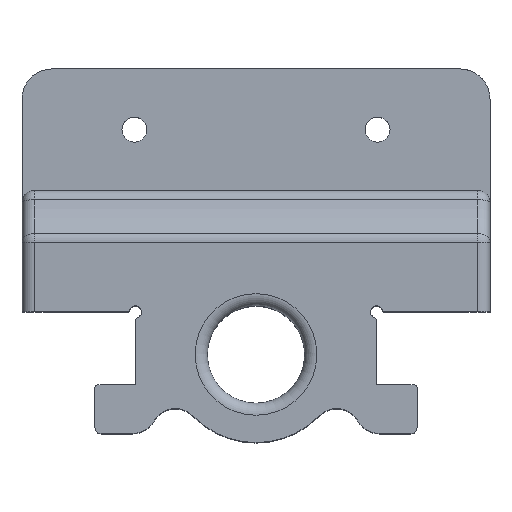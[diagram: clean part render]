
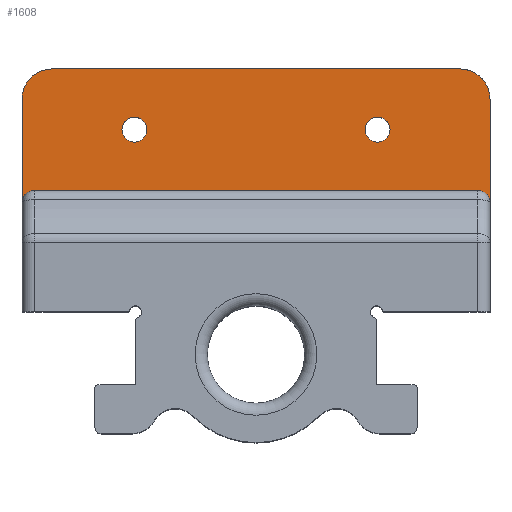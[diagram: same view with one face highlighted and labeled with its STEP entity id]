
A CAD part, top view. The second image highlights one B-rep face of the part: STEP entity #1608.
In plain terms, the highlighted planar face has unit normal (0, 0, 1).
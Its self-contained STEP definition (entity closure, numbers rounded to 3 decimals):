
#136=FACE_BOUND('',#592,.T.);
#137=FACE_BOUND('',#593,.T.);
#196=LINE('',#3576,#290);
#204=LINE('',#3612,#298);
#229=LINE('',#3882,#323);
#230=LINE('',#3884,#324);
#290=VECTOR('',#2019,10.);
#298=VECTOR('',#2065,10.);
#323=VECTOR('',#2182,10.);
#324=VECTOR('',#2185,10.);
#344=PLANE('',#1783);
#494=FACE_OUTER_BOUND('',#591,.T.);
#591=EDGE_LOOP('',(#1498,#1499,#1500,#1501,#1502,#1503,#1504,#1505));
#592=EDGE_LOOP('',(#1506));
#593=EDGE_LOOP('',(#1507));
#644=CIRCLE('',#1703,2.);
#661=CIRCLE('',#1732,2.);
#674=CIRCLE('',#1759,5.);
#677=CIRCLE('',#1773,2.05);
#678=CIRCLE('',#1775,2.05);
#679=CIRCLE('',#1778,5.);
#776=VERTEX_POINT('',#3549);
#777=VERTEX_POINT('',#3551);
#783=VERTEX_POINT('',#3574);
#788=VERTEX_POINT('',#3599);
#792=VERTEX_POINT('',#3610);
#813=VERTEX_POINT('',#3831);
#819=VERTEX_POINT('',#3863);
#820=VERTEX_POINT('',#3867);
#821=VERTEX_POINT('',#3872);
#822=VERTEX_POINT('',#3874);
#963=EDGE_CURVE('',#776,#777,#644,.F.);
#976=EDGE_CURVE('',#776,#783,#196,.T.);
#989=EDGE_CURVE('',#788,#783,#661,.F.);
#994=EDGE_CURVE('',#792,#788,#204,.T.);
#1027=EDGE_CURVE('',#813,#792,#674,.T.);
#1043=EDGE_CURVE('',#819,#819,#677,.T.);
#1045=EDGE_CURVE('',#820,#820,#678,.T.);
#1047=EDGE_CURVE('',#821,#822,#679,.T.);
#1051=EDGE_CURVE('',#822,#813,#229,.T.);
#1052=EDGE_CURVE('',#777,#821,#230,.T.);
#1498=ORIENTED_EDGE('',*,*,#1047,.F.);
#1499=ORIENTED_EDGE('',*,*,#1052,.F.);
#1500=ORIENTED_EDGE('',*,*,#963,.F.);
#1501=ORIENTED_EDGE('',*,*,#976,.T.);
#1502=ORIENTED_EDGE('',*,*,#989,.F.);
#1503=ORIENTED_EDGE('',*,*,#994,.F.);
#1504=ORIENTED_EDGE('',*,*,#1027,.F.);
#1505=ORIENTED_EDGE('',*,*,#1051,.F.);
#1506=ORIENTED_EDGE('',*,*,#1043,.T.);
#1507=ORIENTED_EDGE('',*,*,#1045,.T.);
#1608=ADVANCED_FACE('',(#494,#136,#137),#344,.T.);
#1703=AXIS2_PLACEMENT_3D('',#3552,#1987,#1988);
#1732=AXIS2_PLACEMENT_3D('',#3601,#2054,#2055);
#1759=AXIS2_PLACEMENT_3D('',#3833,#2120,#2121);
#1773=AXIS2_PLACEMENT_3D('',#3865,#2160,#2161);
#1775=AXIS2_PLACEMENT_3D('',#3869,#2165,#2166);
#1778=AXIS2_PLACEMENT_3D('',#3875,#2172,#2173);
#1783=AXIS2_PLACEMENT_3D('',#3886,#2187,#2188);
#1987=DIRECTION('center_axis',(0.,0.,-1.));
#1988=DIRECTION('ref_axis',(-0.707,0.707,0.));
#2019=DIRECTION('',(1.,0.,0.));
#2054=DIRECTION('center_axis',(0.,0.,-1.));
#2055=DIRECTION('ref_axis',(0.707,0.707,0.));
#2065=DIRECTION('',(0.,-1.,0.));
#2120=DIRECTION('center_axis',(0.,0.,-1.));
#2121=DIRECTION('ref_axis',(0.707,0.707,0.));
#2160=DIRECTION('center_axis',(0.,0.,-1.));
#2161=DIRECTION('ref_axis',(-1.,0.,0.));
#2165=DIRECTION('center_axis',(0.,0.,-1.));
#2166=DIRECTION('ref_axis',(-1.,0.,0.));
#2172=DIRECTION('center_axis',(0.,0.,-1.));
#2173=DIRECTION('ref_axis',(-0.707,0.707,0.));
#2182=DIRECTION('',(1.,0.,0.));
#2185=DIRECTION('',(0.,1.,0.));
#2187=DIRECTION('center_axis',(0.,0.,1.));
#2188=DIRECTION('ref_axis',(1.,0.,0.));
#3549=CARTESIAN_POINT('',(-36.5,60.,-78.));
#3551=CARTESIAN_POINT('',(-38.5,58.,-78.));
#3552=CARTESIAN_POINT('Origin',(-36.5,58.,-78.));
#3574=CARTESIAN_POINT('',(36.5,60.,-78.));
#3576=CARTESIAN_POINT('',(38.5,60.,-78.));
#3599=CARTESIAN_POINT('',(38.5,58.,-78.));
#3601=CARTESIAN_POINT('Origin',(36.5,58.,-78.));
#3610=CARTESIAN_POINT('',(38.5,75.,-78.));
#3612=CARTESIAN_POINT('',(38.5,55.,-78.));
#3831=CARTESIAN_POINT('',(33.5,80.,-78.));
#3833=CARTESIAN_POINT('Origin',(33.5,75.,-78.));
#3863=CARTESIAN_POINT('',(-17.95,70.,-78.));
#3865=CARTESIAN_POINT('Origin',(-20.,70.,-78.));
#3867=CARTESIAN_POINT('',(22.05,70.,-78.));
#3869=CARTESIAN_POINT('Origin',(20.,70.,-78.));
#3872=CARTESIAN_POINT('',(-38.5,75.,-78.));
#3874=CARTESIAN_POINT('',(-33.5,80.,-78.));
#3875=CARTESIAN_POINT('Origin',(-33.5,75.,-78.));
#3882=CARTESIAN_POINT('',(19.25,80.,-78.));
#3884=CARTESIAN_POINT('',(-38.5,75.,-78.));
#3886=CARTESIAN_POINT('Origin',(0.,70.,-78.));
